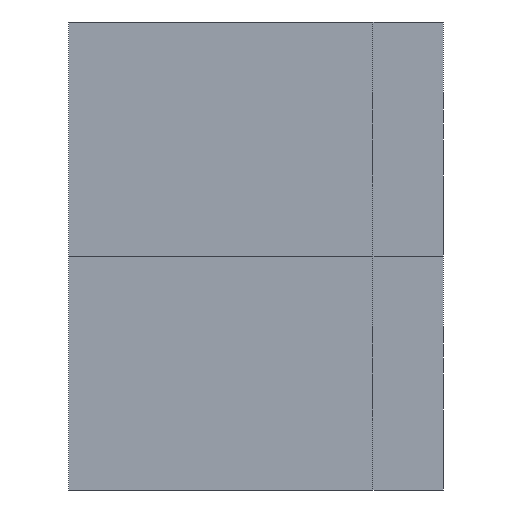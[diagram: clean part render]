
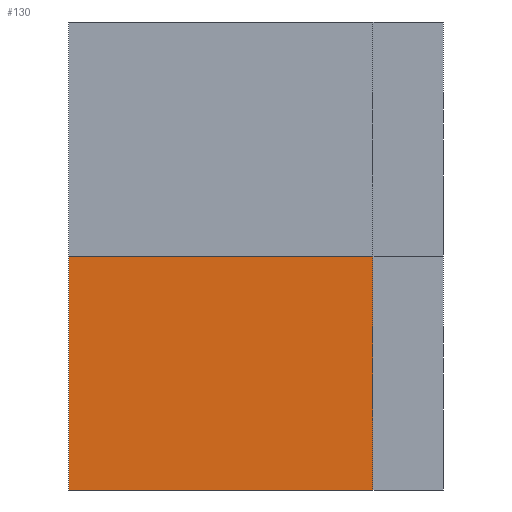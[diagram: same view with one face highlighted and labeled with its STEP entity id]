
A CAD part, left-side view. The second image highlights one B-rep face of the part: STEP entity #130.
In plain terms, the highlighted planar face has unit normal (-1, 0, 0).
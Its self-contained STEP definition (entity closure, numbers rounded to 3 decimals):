
#130=ADVANCED_FACE('',(#188),#190,.T.);
#188=FACE_BOUND('',#189,.T.);
#189=EDGE_LOOP('',(#289,#290,#291,#292));
#190=PLANE('',#191);
#191=AXIS2_PLACEMENT_3D('',#192,#193,#194);
#192=CARTESIAN_POINT('',(-8.,8.,0.));
#193=DIRECTION('',(-1.,0.,0.));
#194=DIRECTION('',(0.,-1.,0.));
#289=ORIENTED_EDGE('',*,*,#349,.F.);
#290=ORIENTED_EDGE('',*,*,#365,.F.);
#291=ORIENTED_EDGE('',*,*,#366,.F.);
#292=ORIENTED_EDGE('',*,*,#367,.T.);
#349=EDGE_CURVE('',#389,#390,#391,.T.);
#365=EDGE_CURVE('',#421,#389,#422,.T.);
#366=EDGE_CURVE('',#423,#421,#424,.T.);
#367=EDGE_CURVE('',#423,#390,#425,.T.);
#389=VERTEX_POINT('',#457);
#390=VERTEX_POINT('',#458);
#391=LINE('',#459,#460);
#421=VERTEX_POINT('',#525);
#422=LINE('',#526,#527);
#423=VERTEX_POINT('',#529);
#424=LINE('',#530,#531);
#425=LINE('',#533,#534);
#457=CARTESIAN_POINT('',(-8.,-5.,10.));
#458=CARTESIAN_POINT('',(-8.,-5.,0.));
#459=CARTESIAN_POINT('',(-8.,-5.,10.));
#460=VECTOR('',#461,1.);
#461=DIRECTION('',(0.,0.,-1.));
#525=CARTESIAN_POINT('',(-8.,8.,10.));
#526=CARTESIAN_POINT('',(-8.,8.,10.));
#527=VECTOR('',#528,1.);
#528=DIRECTION('',(0.,-1.,0.));
#529=CARTESIAN_POINT('',(-8.,8.,0.));
#530=CARTESIAN_POINT('',(-8.,8.,0.));
#531=VECTOR('',#532,1.);
#532=DIRECTION('',(0.,0.,1.));
#533=CARTESIAN_POINT('',(-8.,8.,0.));
#534=VECTOR('',#535,1.);
#535=DIRECTION('',(0.,-1.,0.));
